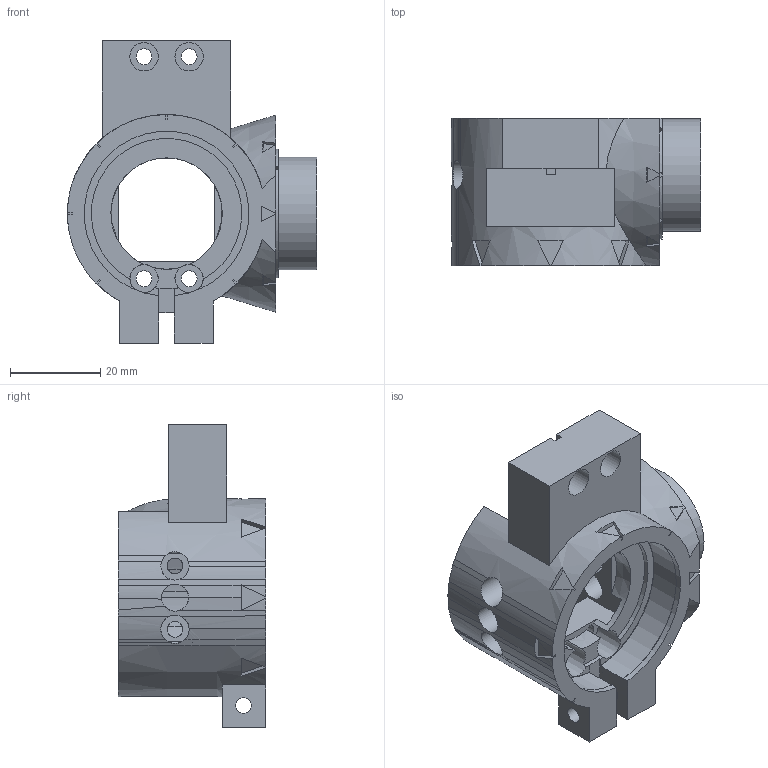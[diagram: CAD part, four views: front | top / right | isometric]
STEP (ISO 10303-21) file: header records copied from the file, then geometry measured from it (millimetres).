
FILE_DESCRIPTION(/* description */ (''),/* implementation_level */ '2;1');
FILE_NAME(/* name */ 'hip_fl.step',/* time_stamp */ '2024-04-21T16:19:38+02:00',/* author */ (''),/* organization */ (''),/* preprocessor_version */ 'ST-DEVELOPER v20',/* originating_system */ 'Autodesk Translation Framework v12.20.1.177',/* authorisation */ '');
FILE_SCHEMA (('AUTOMOTIVE_DESIGN { 1 0 10303 214 3 1 1 }'));
Length unit declared in the file: millimetre
Products named in the file (1): hip_fl
Bounding box: 55.08 x 32.57 x 66.88 mm (x, y, z)
Surface area: 16160.9 mm2 (no closed solid volume)
Topology: 0 solids, 1 shells, 174 faces, 521 edges, 350 vertices
Faces by surface type: plane 118, cone 29, cylinder 25, sphere 2
Full cylindrical faces by diameter (mm): 3.5 x5, 6 x3, 6.267 x1, 6.268 x1, 6.269 x3, 6.27 x2, 20.484 x1, 24.886 x1
Entity records: 6257 total; most frequent: CARTESIAN_POINT 1523, ORIENTED_EDGE 1028, DIRECTION 958, EDGE_CURVE 517, VERTEX_POINT 350, AXIS2_PLACEMENT_3D 349, LINE 260, VECTOR 260
